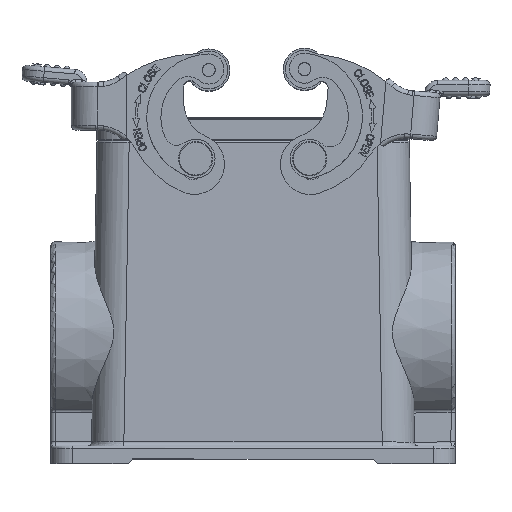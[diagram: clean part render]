
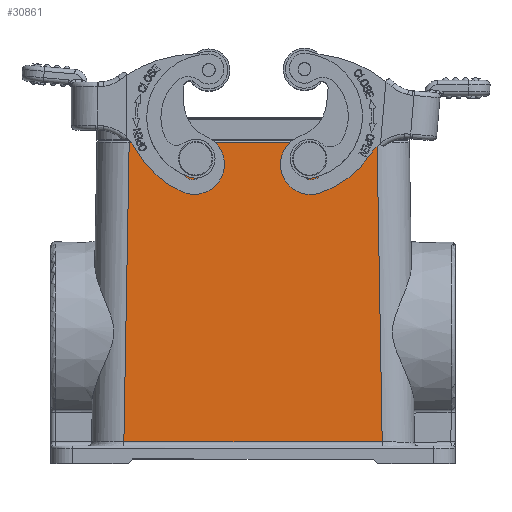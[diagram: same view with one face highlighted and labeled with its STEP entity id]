
A CAD part, top view. The second image highlights one B-rep face of the part: STEP entity #30861.
In plain terms, the highlighted planar face has unit normal (0, 0.018, 1).
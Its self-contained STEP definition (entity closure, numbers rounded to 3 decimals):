
#3802=DIRECTION('',(0.017,-1.,0.017));
#3803=VECTOR('',#3802,69.547);
#3804=CARTESIAN_POINT('',(75.819,51.712,49.758));
#3805=LINE('',#3804,#3803);
#3806=DIRECTION('',(0.018,1.,-0.017));
#3807=VECTOR('',#3806,69.547);
#3808=CARTESIAN_POINT('',(16.964,-17.796,50.971));
#3809=LINE('',#3808,#3807);
#3810=CARTESIAN_POINT('',(31.341,48.014,49.823));
#3811=CARTESIAN_POINT('',(31.337,47.782,49.827));
#3812=CARTESIAN_POINT('',(31.395,47.339,49.834));
#3813=CARTESIAN_POINT('',(31.67,46.717,49.845));
#3814=CARTESIAN_POINT('',(32.108,46.204,49.854));
#3815=CARTESIAN_POINT('',(32.676,45.834,49.861));
#3816=CARTESIAN_POINT('',(33.326,45.641,49.864));
#3817=CARTESIAN_POINT('',(34.002,45.641,49.864));
#3818=CARTESIAN_POINT('',(34.653,45.834,49.861));
#3819=CARTESIAN_POINT('',(35.22,46.204,49.854));
#3820=CARTESIAN_POINT('',(35.658,46.717,49.845));
#3821=CARTESIAN_POINT('',(35.933,47.34,49.834));
#3822=CARTESIAN_POINT('',(35.992,47.782,49.827));
#3823=CARTESIAN_POINT('',(35.988,48.014,49.823));
#3825=CARTESIAN_POINT('',(35.988,48.014,49.823));
#3826=CARTESIAN_POINT('',(35.984,48.22,49.819));
#3827=CARTESIAN_POINT('',(35.925,48.614,49.812));
#3828=CARTESIAN_POINT('',(35.685,49.174,49.802));
#3829=CARTESIAN_POINT('',(35.311,49.649,49.794));
#3830=CARTESIAN_POINT('',(34.829,50.014,49.788));
#3831=CARTESIAN_POINT('',(34.266,50.245,49.784));
#3832=CARTESIAN_POINT('',(33.87,50.297,49.783));
#3833=CARTESIAN_POINT('',(33.664,50.297,49.783));
#3835=CARTESIAN_POINT('',(33.664,50.297,49.783));
#3836=CARTESIAN_POINT('',(33.459,50.297,49.783));
#3837=CARTESIAN_POINT('',(33.063,50.245,49.784));
#3838=CARTESIAN_POINT('',(32.499,50.014,49.788));
#3839=CARTESIAN_POINT('',(32.017,49.649,49.794));
#3840=CARTESIAN_POINT('',(31.644,49.174,49.802));
#3841=CARTESIAN_POINT('',(31.404,48.614,49.812));
#3842=CARTESIAN_POINT('',(31.345,48.22,49.819));
#3843=CARTESIAN_POINT('',(31.341,48.014,49.823));
#3845=CARTESIAN_POINT('',(57.903,48.213,49.819));
#3846=CARTESIAN_POINT('',(57.879,47.987,49.823));
#3847=CARTESIAN_POINT('',(57.898,47.55,49.831));
#3848=CARTESIAN_POINT('',(58.113,46.92,49.842));
#3849=CARTESIAN_POINT('',(58.496,46.382,49.851));
#3850=CARTESIAN_POINT('',(59.017,45.973,49.858));
#3851=CARTESIAN_POINT('',(59.635,45.729,49.862));
#3852=CARTESIAN_POINT('',(60.294,45.671,49.863));
#3853=CARTESIAN_POINT('',(60.945,45.804,49.861));
#3854=CARTESIAN_POINT('',(61.53,46.116,49.856));
#3855=CARTESIAN_POINT('',(62.001,46.579,49.847));
#3856=CARTESIAN_POINT('',(62.322,47.162,49.837));
#3857=CARTESIAN_POINT('',(62.417,47.588,49.83));
#3858=CARTESIAN_POINT('',(62.433,47.815,49.826));
#3860=CARTESIAN_POINT('',(62.433,47.815,49.826));
#3861=CARTESIAN_POINT('',(62.447,48.01,49.822));
#3862=CARTESIAN_POINT('',(62.426,48.388,49.816));
#3863=CARTESIAN_POINT('',(62.264,48.911,49.807));
#3864=CARTESIAN_POINT('',(62.068,49.234,49.801));
#3865=CARTESIAN_POINT('',(61.946,49.388,49.798));
#3867=CARTESIAN_POINT('',(58.384,49.389,49.798));
#3868=CARTESIAN_POINT('',(58.292,49.274,49.8));
#3869=CARTESIAN_POINT('',(58.135,49.033,49.805));
#3870=CARTESIAN_POINT('',(57.975,48.641,49.812));
#3871=CARTESIAN_POINT('',(57.918,48.359,49.816));
#3872=CARTESIAN_POINT('',(57.903,48.213,49.819));
#6260=DIRECTION('',(-1.,0.,0.));
#6261=VECTOR('',#6260,57.619);
#6262=CARTESIAN_POINT('',(75.819,51.712,49.758));
#6263=LINE('',#6262,#6261);
#7347=CARTESIAN_POINT('',(60.304,49.482,49.798));
#7348=CARTESIAN_POINT('',(60.358,49.48,49.798));
#7349=CARTESIAN_POINT('',(60.465,49.471,49.797));
#7350=CARTESIAN_POINT('',(60.624,49.44,49.798));
#7351=CARTESIAN_POINT('',(60.727,49.407,49.798));
#7352=CARTESIAN_POINT('',(60.777,49.388,49.798));
#7358=DIRECTION('',(1.,0.,0.));
#7359=VECTOR('',#7358,1.247);
#7360=CARTESIAN_POINT('',(58.384,49.389,49.798));
#7361=LINE('',#7360,#7359);
#7362=CARTESIAN_POINT('',(59.631,49.389,49.798));
#7363=CARTESIAN_POINT('',(59.703,49.417,49.798));
#7364=CARTESIAN_POINT('',(59.849,49.461,49.798));
#7365=CARTESIAN_POINT('',(60.074,49.492,49.799));
#7366=CARTESIAN_POINT('',(60.227,49.489,49.798));
#7367=CARTESIAN_POINT('',(60.304,49.482,49.798));
#7379=DIRECTION('',(1.,0.,0.));
#7380=VECTOR('',#7379,1.169);
#7381=CARTESIAN_POINT('',(60.777,49.388,49.798));
#7382=LINE('',#7381,#7380);
#15576=DIRECTION('',(1.,0.,0.));
#15577=VECTOR('',#15576,60.047);
#15578=CARTESIAN_POINT('',(16.964,-17.796,
50.971));
#15579=LINE('',#15578,#15577);
#20852=CARTESIAN_POINT('',(16.964,-17.796,
50.971));
#20853=CARTESIAN_POINT('',(18.199,51.73,49.758));
#20854=VERTEX_POINT('',#20852);
#20855=VERTEX_POINT('',#20853);
#20860=CARTESIAN_POINT('',(75.819,51.712,49.758));
#20861=CARTESIAN_POINT('',(77.01,-17.815,
50.971));
#20862=VERTEX_POINT('',#20860);
#20863=VERTEX_POINT('',#20861);
#20864=VERTEX_POINT('',#3810);
#20865=VERTEX_POINT('',#3823);
#20866=VERTEX_POINT('',#3833);
#20867=VERTEX_POINT('',#3845);
#20868=VERTEX_POINT('',#3858);
#20869=VERTEX_POINT('',#3865);
#20870=CARTESIAN_POINT('',(60.777,49.388,49.798));
#20871=VERTEX_POINT('',#20870);
#20872=VERTEX_POINT('',#7347);
#20873=VERTEX_POINT('',#7362);
#20874=CARTESIAN_POINT('',(58.384,49.389,49.798));
#20875=VERTEX_POINT('',#20874);
#30823=CARTESIAN_POINT('',(46.998,16.958,50.365));
#30824=DIRECTION('',(0.,0.017,1.));
#30825=DIRECTION('',(0.,-1.,0.017));
#30826=AXIS2_PLACEMENT_3D('',#30823,#30824,#30825);
#30827=PLANE('',#30826);
#30829=ORIENTED_EDGE('',*,*,#30828,.T.);
#30831=ORIENTED_EDGE('',*,*,#30830,.F.);
#30832=ORIENTED_EDGE('',*,*,#30807,.T.);
#30834=ORIENTED_EDGE('',*,*,#30833,.F.);
#30835=EDGE_LOOP('',(#30829,#30831,#30832,#30834));
#30836=FACE_OUTER_BOUND('',#30835,.F.);
#30838=ORIENTED_EDGE('',*,*,#30837,.T.);
#30840=ORIENTED_EDGE('',*,*,#30839,.T.);
#30842=ORIENTED_EDGE('',*,*,#30841,.T.);
#30843=EDGE_LOOP('',(#30838,#30840,#30842));
#30844=FACE_BOUND('',#30843,.F.);
#30846=ORIENTED_EDGE('',*,*,#30845,.T.);
#30848=ORIENTED_EDGE('',*,*,#30847,.T.);
#30850=ORIENTED_EDGE('',*,*,#30849,.F.);
#30852=ORIENTED_EDGE('',*,*,#30851,.F.);
#30854=ORIENTED_EDGE('',*,*,#30853,.F.);
#30856=ORIENTED_EDGE('',*,*,#30855,.F.);
#30858=ORIENTED_EDGE('',*,*,#30857,.T.);
#30859=EDGE_LOOP('',(#30846,#30848,#30850,#30852,#30854,#30856,#30858));
#30860=FACE_BOUND('',#30859,.F.);
#3824=B_SPLINE_CURVE_WITH_KNOTS('',3,(#3810,#3811,#3812,#3813,#3814,#3815,#3816,
#3817,#3818,#3819,#3820,#3821,#3822,#3823),.UNSPECIFIED.,.F.,.F.,(4,1,1,1,1,1,1,
1,1,1,1,4),(0.,0.091,0.182,0.273,
0.364,0.455,0.545,0.636,
0.727,0.818,0.909,1.),.UNSPECIFIED.);
#3834=B_SPLINE_CURVE_WITH_KNOTS('',3,(#3825,#3826,#3827,#3828,#3829,#3830,#3831,
#3832,#3833),.UNSPECIFIED.,.F.,.F.,(4,1,1,1,1,1,4),(0.,0.167,
0.333,0.5,0.667,0.833,1.),
.UNSPECIFIED.);
#3844=B_SPLINE_CURVE_WITH_KNOTS('',3,(#3835,#3836,#3837,#3838,#3839,#3840,#3841,
#3842,#3843),.UNSPECIFIED.,.F.,.F.,(4,1,1,1,1,1,4),(0.,0.167,
0.333,0.5,0.667,0.833,1.),
.UNSPECIFIED.);
#3859=B_SPLINE_CURVE_WITH_KNOTS('',3,(#3845,#3846,#3847,#3848,#3849,#3850,#3851,
#3852,#3853,#3854,#3855,#3856,#3857,#3858),.UNSPECIFIED.,.F.,.F.,(4,1,1,1,1,1,1,
1,1,1,1,4),(0.,0.091,0.182,0.273,
0.364,0.455,0.545,0.636,
0.727,0.818,0.909,1.),.UNSPECIFIED.);
#3866=B_SPLINE_CURVE_WITH_KNOTS('',3,(#3860,#3861,#3862,#3863,#3864,#3865),
.UNSPECIFIED.,.F.,.F.,(4,1,1,4),(0.,0.333,0.667,1.),
.UNSPECIFIED.);
#3873=B_SPLINE_CURVE_WITH_KNOTS('',3,(#3867,#3868,#3869,#3870,#3871,#3872),
.UNSPECIFIED.,.F.,.F.,(4,1,1,4),(0.,0.333,0.667,1.),
.UNSPECIFIED.);
#7353=B_SPLINE_CURVE_WITH_KNOTS('',3,(#7347,#7348,#7349,#7350,#7351,#7352),
.UNSPECIFIED.,.F.,.F.,(4,1,1,4),(0.,0.333,0.667,1.),
.UNSPECIFIED.);
#7368=B_SPLINE_CURVE_WITH_KNOTS('',3,(#7362,#7363,#7364,#7365,#7366,#7367),
.UNSPECIFIED.,.F.,.F.,(4,1,1,4),(0.,0.333,0.667,1.),
.UNSPECIFIED.);
#30807=EDGE_CURVE('',#20854,#20855,#3809,.T.);
#30828=EDGE_CURVE('',#20862,#20863,#3805,.T.);
#30830=EDGE_CURVE('',#20854,#20863,#15579,.T.);
#30833=EDGE_CURVE('',#20862,#20855,#6263,.T.);
#30837=EDGE_CURVE('',#20864,#20865,#3824,.T.);
#30839=EDGE_CURVE('',#20865,#20866,#3834,.T.);
#30841=EDGE_CURVE('',#20866,#20864,#3844,.T.);
#30845=EDGE_CURVE('',#20867,#20868,#3859,.T.);
#30847=EDGE_CURVE('',#20868,#20869,#3866,.T.);
#30849=EDGE_CURVE('',#20871,#20869,#7382,.T.);
#30851=EDGE_CURVE('',#20872,#20871,#7353,.T.);
#30853=EDGE_CURVE('',#20873,#20872,#7368,.T.);
#30855=EDGE_CURVE('',#20875,#20873,#7361,.T.);
#30857=EDGE_CURVE('',#20875,#20867,#3873,.T.);
#30861=ADVANCED_FACE('',(#30836,#30844,#30860),#30827,.T.);
